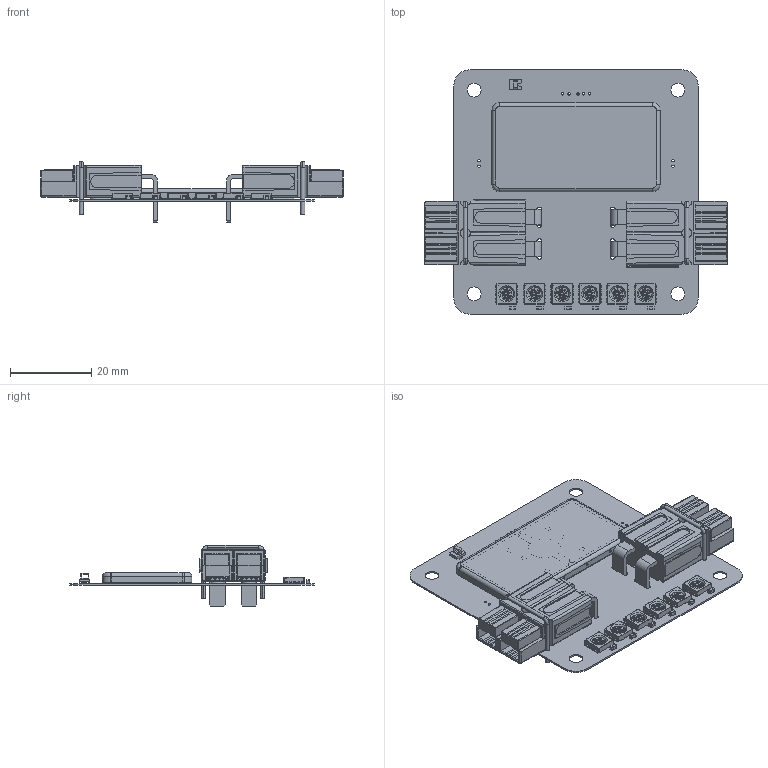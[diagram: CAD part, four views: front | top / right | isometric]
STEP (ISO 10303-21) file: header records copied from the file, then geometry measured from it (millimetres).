
FILE_DESCRIPTION(('Open CASCADE Model'),'2;1');
FILE_NAME('Open CASCADE Shape Model','2023-07-31T20:45:20',('Author'),( 'Open CASCADE'),'Open CASCADE STEP processor 7.5','Open CASCADE 7.5' ,'Unknown');
FILE_SCHEMA(('AUTOMOTIVE_DESIGN { 1 0 10303 214 1 1 1 1 }'));
Length unit declared in the file: millimetre
Products named in the file (139): PCB; Board; Open CASCADE STEP translator 7.5 4.1.1; R11; 6477870000; Mid_Body; Terminal; Open CASCADE STEP translator 6.8 17.2.1; Mark; R10; 6437343664; R9; R8; 6437356784; TP20; 5190TR--3DModel-STEP-630548 Color; 5190_insulation; 5190_assembled contact; TP16; TP15; TP14; TP13; R7; R6; D1; Dotstar; D3; D6; D4; D2; D5; C22; 6437357184; Open CASCADE STEP translator 6.8 4.1.1; Open CASCADE STEP translator 6.8 4.1.2; Open CASCADE STEP translator 6.8 4.2.1; C21; C19; C17; C18 ...
Assembly tree (205 placements, depth 5):
  PCB
    Board
      Open CASCADE STEP translator 7.5 4.1.1
    R11
      6477870000
        Mid_Body
        Terminal  x2
          Open CASCADE STEP translator 6.8 17.2.1
        Mark
    R10
      6437343664
        Mid_Body
        Terminal  x2
          Open CASCADE STEP translator 6.8 17.2.1
        Mark
    R9
      6437343664
        Mid_Body
        Terminal  x2
          Open CASCADE STEP translator 6.8 17.2.1
        Mark
    R8
      6437356784
        Mid_Body
        Terminal  x2
          Open CASCADE STEP translator 6.8 17.2.1
        Mark
    TP20
      5190TR--3DModel-STEP-630548 Color
        5190_insulation
        5190_assembled contact
    TP16
      5190TR--3DModel-STEP-630548 Color
        5190_insulation
        5190_assembled contact
    TP15
      5190TR--3DModel-STEP-630548 Color
        5190_insulation
        5190_assembled contact
    TP14
      5190TR--3DModel-STEP-630548 Color
        5190_insulation
        5190_assembled contact
    TP13
      5190TR--3DModel-STEP-630548 Color
        5190_insulation
        5190_assembled contact
    R7
      6437343664
        Mid_Body
        Terminal  x2
          Open CASCADE STEP translator 6.8 17.2.1
        Mark
    R6
      6437356784
        Mid_Body
        Terminal  x2
          Open CASCADE STEP translator 6.8 17.2.1
        Mark
    D1
Bounding box: 74.21 x 60 x 15.08 mm (x, y, z)
Volume: 7179.5 mm3; surface area: 17287.2 mm2
Topology: 202 solids, 226 shells, 6014 faces, 15285 edges, 9546 vertices
Faces by surface type: plane 3521, cylinder 1859, torus 308, sphere 232, bspline 72, cone 22
Full cylindrical faces by diameter (mm): 0.08 x78, 0.234 x4, 0.242 x1, 0.274 x4, 0.292 x1, 0.406 x1, 0.6 x15, 0.8 x8, 1 x4, 1.27 x4, 3.4 x4
Entity records: 54427 total; most frequent: CARTESIAN_POINT 9367, DIRECTION 8417, ORIENTED_EDGE 7642, EDGE_CURVE 3842, AXIS2_PLACEMENT_3D 2896, LINE 2625, VECTOR 2625, VERTEX_POINT 2448
